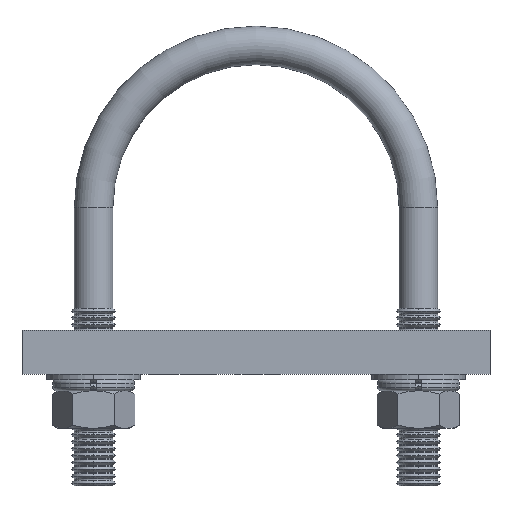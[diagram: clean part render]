
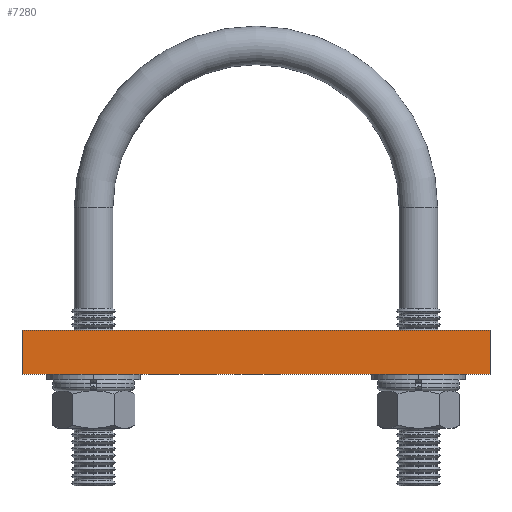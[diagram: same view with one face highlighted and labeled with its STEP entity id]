
A CAD part, top view. The second image highlights one B-rep face of the part: STEP entity #7280.
In plain terms, the highlighted face is planar.
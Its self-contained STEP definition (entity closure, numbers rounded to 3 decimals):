
#157 = CARTESIAN_POINT ( 'NONE',  ( 42.5, 12.5, 4. ) ) ;
#216 = EDGE_LOOP ( 'NONE', ( #12272, #3595, #14723, #11753 ) ) ;
#768 = DIRECTION ( 'NONE',  ( 0., 0., -1. ) ) ;
#872 = EDGE_CURVE ( 'NONE', #10475, #15904, #7511, .T. ) ;
#1689 = VERTEX_POINT ( 'NONE', #6203 ) ;
#1756 = FACE_OUTER_BOUND ( 'NONE', #216, .T. ) ;
#3595 = ORIENTED_EDGE ( 'NONE', *, *, #15992, .F. ) ;
#3611 = CARTESIAN_POINT ( 'NONE',  ( -42.5, 12.5, 4. ) ) ;
#4810 = CARTESIAN_POINT ( 'NONE',  ( 42.5, 12.5, 4. ) ) ;
#5314 = CARTESIAN_POINT ( 'NONE',  ( -42.5, 12.5, 4. ) ) ;
#5669 = LINE ( 'NONE', #5314, #10499 ) ;
#5758 = CARTESIAN_POINT ( 'NONE',  ( -42.5, 12.5, -4. ) ) ;
#6163 = VECTOR ( 'NONE', #13718, 1000. ) ;
#6203 = CARTESIAN_POINT ( 'NONE',  ( 42.5, 12.5, -4. ) ) ;
#6598 = DIRECTION ( 'NONE',  ( 0., 0., -1. ) ) ;
#6712 = EDGE_CURVE ( 'NONE', #1689, #9636, #9450, .T. ) ;
#7280 = ADVANCED_FACE ( 'NONE', ( #1756 ), #17168, .F. ) ;
#7511 = LINE ( 'NONE', #3611, #13596 ) ;
#8716 = CARTESIAN_POINT ( 'NONE',  ( -42.5, 12.5, 4. ) ) ;
#9128 = VECTOR ( 'NONE', #768, 1000. ) ;
#9450 = LINE ( 'NONE', #16450, #6163 ) ;
#9636 = VERTEX_POINT ( 'NONE', #5758 ) ;
#10475 = VERTEX_POINT ( 'NONE', #157 ) ;
#10499 = VECTOR ( 'NONE', #6598, 1000. ) ;
#10616 = EDGE_CURVE ( 'NONE', #10475, #1689, #15863, .T. ) ;
#11636 = DIRECTION ( 'NONE',  ( 0., 0., -1. ) ) ;
#11753 = ORIENTED_EDGE ( 'NONE', *, *, #10616, .T. ) ;
#11802 = DIRECTION ( 'NONE',  ( -1., 0., 0. ) ) ;
#12017 = CARTESIAN_POINT ( 'NONE',  ( -42.5, 12.5, 4. ) ) ;
#12272 = ORIENTED_EDGE ( 'NONE', *, *, #6712, .T. ) ;
#13097 = AXIS2_PLACEMENT_3D ( 'NONE', #8716, #17106, #11636 ) ;
#13596 = VECTOR ( 'NONE', #11802, 1000. ) ;
#13718 = DIRECTION ( 'NONE',  ( -1., 0., 0. ) ) ;
#14723 = ORIENTED_EDGE ( 'NONE', *, *, #872, .F. ) ;
#15863 = LINE ( 'NONE', #4810, #9128 ) ;
#15904 = VERTEX_POINT ( 'NONE', #12017 ) ;
#15992 = EDGE_CURVE ( 'NONE', #15904, #9636, #5669, .T. ) ;
#16450 = CARTESIAN_POINT ( 'NONE',  ( -42.5, 12.5, -4. ) ) ;
#17106 = DIRECTION ( 'NONE',  ( 0., -1., 0. ) ) ;
#17168 = PLANE ( 'NONE',  #13097 ) ;
